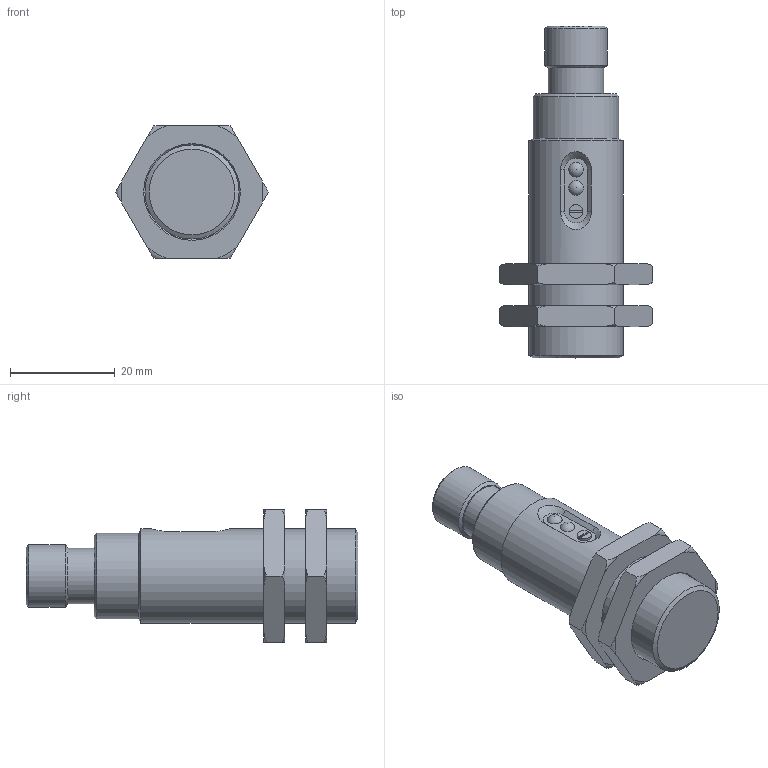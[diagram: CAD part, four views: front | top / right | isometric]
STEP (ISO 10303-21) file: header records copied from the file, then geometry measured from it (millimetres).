
FILE_DESCRIPTION (( 'STEP AP214' ), '1' );
FILE_NAME ('C18B-AP-1E.STEP', '2025-04-16T14:07:51', ( '' ), ( '' ), 'SwSTEP 2.0', 'SolidWorks 2024', '' );
FILE_SCHEMA (( 'AUTOMOTIVE_DESIGN' ));
Length unit declared in the file: inch
Products named in the file (1): C18B-AP-1E
Bounding box: 29.28 x 63.5 x 25.36 mm (x, y, z)
Volume: 15795.8 mm3; surface area: 6410.4 mm2
Topology: 3 solids, 3 shells, 98 faces, 258 edges, 166 vertices
Faces by surface type: plane 32, torus 25, cylinder 19, cone 12, sphere 10
Full cylindrical faces by diameter (mm): 2.654 x1, 8.5 x1, 10.55 x1, 12.003 x1, 16.412 x1, 17.5 x2, 18 x1
Entity records: 3301 total; most frequent: CARTESIAN_POINT 1134, ORIENTED_EDGE 432, DIRECTION 400, EDGE_CURVE 216, AXIS2_PLACEMENT_3D 169, VERTEX_POINT 153, EDGE_LOOP 131, FACE_OUTER_BOUND 106
